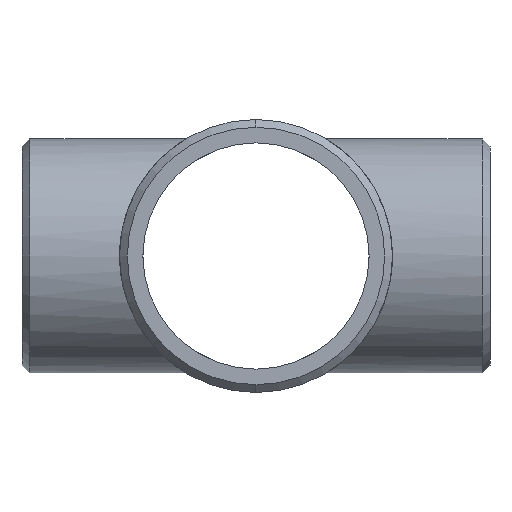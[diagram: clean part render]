
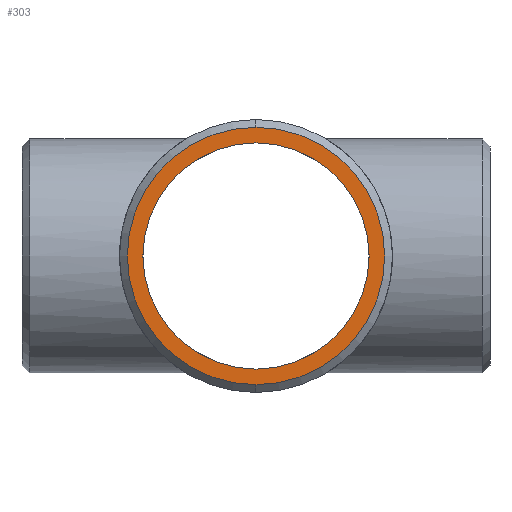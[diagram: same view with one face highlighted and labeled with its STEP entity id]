
A CAD part, left-side view. The second image highlights one B-rep face of the part: STEP entity #303.
In plain terms, the highlighted planar face has unit normal (-1, 0, 0).
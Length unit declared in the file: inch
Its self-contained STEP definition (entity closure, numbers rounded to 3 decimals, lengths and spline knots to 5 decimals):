
#35 = DIRECTION ( 'NONE',  ( -1., 0., 0. ) ) ;
#51 = DIRECTION ( 'NONE',  ( -1., 0., 0. ) ) ;
#83 = DIRECTION ( 'NONE',  ( 0., 0., 1. ) ) ;
#117 = CARTESIAN_POINT ( 'NONE',  ( -3.38, 0., 0. ) ) ;
#130 = CARTESIAN_POINT ( 'NONE',  ( -3.38, 0., 0. ) ) ;
#138 = CIRCLE ( 'NONE', #1097, 1.65 ) ;
#210 = AXIS2_PLACEMENT_3D ( 'NONE', #789, #897, #872 ) ;
#217 = VERTEX_POINT ( 'NONE', #1324 ) ;
#293 = VERTEX_POINT ( 'NONE', #350 ) ;
#303 = ADVANCED_FACE ( 'NONE', ( #1176, #868 ), #437, .T. ) ;
#308 = AXIS2_PLACEMENT_3D ( 'NONE', #542, #51, #1082 ) ;
#350 = CARTESIAN_POINT ( 'NONE',  ( -3.38, 0., 1.65 ) ) ;
#434 = DIRECTION ( 'NONE',  ( 0., 0., 1. ) ) ;
#437 = PLANE ( 'NONE',  #308 ) ;
#463 = AXIS2_PLACEMENT_3D ( 'NONE', #996, #489, #83 ) ;
#489 = DIRECTION ( 'NONE',  ( -1., 0., 0. ) ) ;
#492 = AXIS2_PLACEMENT_3D ( 'NONE', #117, #529, #1283 ) ;
#529 = DIRECTION ( 'NONE',  ( 1., 0., 0. ) ) ;
#542 = CARTESIAN_POINT ( 'NONE',  ( -3.38, 0., 0. ) ) ;
#557 = ORIENTED_EDGE ( 'NONE', *, *, #1250, .T. ) ;
#566 = VERTEX_POINT ( 'NONE', #1185 ) ;
#626 = CIRCLE ( 'NONE', #210, 1.45 ) ;
#647 = EDGE_CURVE ( 'NONE', #217, #566, #952, .T. ) ;
#735 = CARTESIAN_POINT ( 'NONE',  ( -3.38, 0., -1.65 ) ) ;
#743 = ORIENTED_EDGE ( 'NONE', *, *, #870, .T. ) ;
#789 = CARTESIAN_POINT ( 'NONE',  ( -3.38, 0., 0. ) ) ;
#823 = VERTEX_POINT ( 'NONE', #735 ) ;
#848 = EDGE_LOOP ( 'NONE', ( #557, #1021 ) ) ;
#868 = FACE_BOUND ( 'NONE', #940, .T. ) ;
#870 = EDGE_CURVE ( 'NONE', #566, #217, #626, .T. ) ;
#872 = DIRECTION ( 'NONE',  ( 0., 0., 1. ) ) ;
#897 = DIRECTION ( 'NONE',  ( 1., 0., 0. ) ) ;
#940 = EDGE_LOOP ( 'NONE', ( #1061, #743 ) ) ;
#952 = CIRCLE ( 'NONE', #492, 1.45 ) ;
#993 = CIRCLE ( 'NONE', #463, 1.65 ) ;
#996 = CARTESIAN_POINT ( 'NONE',  ( -3.38, 0., 0. ) ) ;
#1021 = ORIENTED_EDGE ( 'NONE', *, *, #1089, .T. ) ;
#1061 = ORIENTED_EDGE ( 'NONE', *, *, #647, .T. ) ;
#1082 = DIRECTION ( 'NONE',  ( 0., 0., -1. ) ) ;
#1089 = EDGE_CURVE ( 'NONE', #293, #823, #993, .T. ) ;
#1097 = AXIS2_PLACEMENT_3D ( 'NONE', #130, #35, #434 ) ;
#1176 = FACE_OUTER_BOUND ( 'NONE', #848, .T. ) ;
#1185 = CARTESIAN_POINT ( 'NONE',  ( -3.38, 0., -1.45 ) ) ;
#1250 = EDGE_CURVE ( 'NONE', #823, #293, #138, .T. ) ;
#1283 = DIRECTION ( 'NONE',  ( 0., 0., 1. ) ) ;
#1324 = CARTESIAN_POINT ( 'NONE',  ( -3.38, 0., 1.45 ) ) ;
